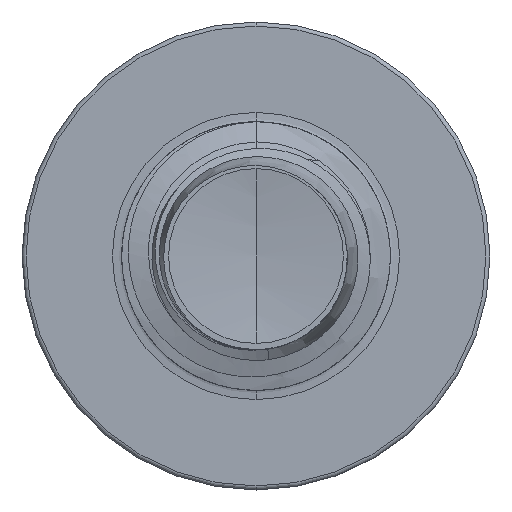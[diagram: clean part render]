
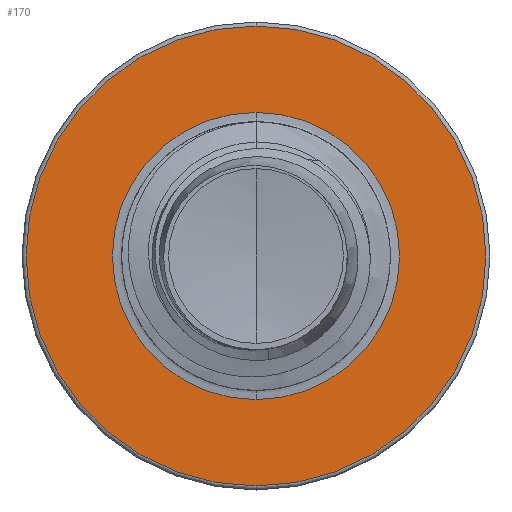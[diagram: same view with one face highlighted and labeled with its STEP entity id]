
A CAD part, front view. The second image highlights one B-rep face of the part: STEP entity #170.
In plain terms, the highlighted planar face has unit normal (0, -1, 0).
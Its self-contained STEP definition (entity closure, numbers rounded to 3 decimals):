
#170 = ADVANCED_FACE ( 'NONE', ( #33988, #5438 ), #19546, .F. ) ;
#701 = AXIS2_PLACEMENT_3D ( 'NONE', #22941, #5163, #34750 ) ;
#990 = DIRECTION ( 'NONE',  ( 0., 1., 0. ) ) ;
#1387 = DIRECTION ( 'NONE',  ( 0., 0., 1. ) ) ;
#3300 = ORIENTED_EDGE ( 'NONE', *, *, #23933, .F. ) ;
#5163 = DIRECTION ( 'NONE',  ( 0., 1., 0. ) ) ;
#5416 = ORIENTED_EDGE ( 'NONE', *, *, #25804, .T. ) ;
#5438 = FACE_BOUND ( 'NONE', #21514, .T. ) ;
#5982 = AXIS2_PLACEMENT_3D ( 'NONE', #19765, #13557, #32916 ) ;
#8247 = ORIENTED_EDGE ( 'NONE', *, *, #10751, .T. ) ;
#9364 = CARTESIAN_POINT ( 'NONE',  ( 0., 19., 0. ) ) ;
#9404 = CARTESIAN_POINT ( 'NONE',  ( 0., 19., -2.997 ) ) ;
#10278 = VERTEX_POINT ( 'NONE', #22709 ) ;
#10751 = EDGE_CURVE ( 'NONE', #28353, #11588, #25701, .T. ) ;
#11588 = VERTEX_POINT ( 'NONE', #19703 ) ;
#12079 = EDGE_CURVE ( 'NONE', #10278, #28227, #30448, .T. ) ;
#12139 = DIRECTION ( 'NONE',  ( 0., 0., 1. ) ) ;
#12147 = AXIS2_PLACEMENT_3D ( 'NONE', #9364, #28688, #12139 ) ;
#13557 = DIRECTION ( 'NONE',  ( 0., 1., 0. ) ) ;
#16422 = ORIENTED_EDGE ( 'NONE', *, *, #12079, .F. ) ;
#17596 = CARTESIAN_POINT ( 'NONE',  ( 0., 19., 0. ) ) ;
#17985 = DIRECTION ( 'NONE',  ( 0., 1., 0. ) ) ;
#18729 = CIRCLE ( 'NONE', #30077, 1.872 ) ;
#19546 = PLANE ( 'NONE',  #701 ) ;
#19703 = CARTESIAN_POINT ( 'NONE',  ( 0., 19., 1.872 ) ) ;
#19765 = CARTESIAN_POINT ( 'NONE',  ( 0., 19., 0. ) ) ;
#20400 = DIRECTION ( 'NONE',  ( 0., 0., 1. ) ) ;
#21514 = EDGE_LOOP ( 'NONE', ( #5416, #8247 ) ) ;
#22709 = CARTESIAN_POINT ( 'NONE',  ( 0., 19., 2.998 ) ) ;
#22941 = CARTESIAN_POINT ( 'NONE',  ( 0., 19., -1.872 ) ) ;
#23933 = EDGE_CURVE ( 'NONE', #28227, #10278, #24813, .T. ) ;
#24813 = CIRCLE ( 'NONE', #5982, 2.998 ) ;
#25701 = CIRCLE ( 'NONE', #12147, 1.872 ) ;
#25804 = EDGE_CURVE ( 'NONE', #11588, #28353, #18729, .T. ) ;
#28227 = VERTEX_POINT ( 'NONE', #9404 ) ;
#28353 = VERTEX_POINT ( 'NONE', #31638 ) ;
#28688 = DIRECTION ( 'NONE',  ( 0., 1., 0. ) ) ;
#30077 = AXIS2_PLACEMENT_3D ( 'NONE', #34566, #17985, #1387 ) ;
#30448 = CIRCLE ( 'NONE', #32565, 2.998 ) ;
#31638 = CARTESIAN_POINT ( 'NONE',  ( 0., 19., -1.872 ) ) ;
#32042 = EDGE_LOOP ( 'NONE', ( #16422, #3300 ) ) ;
#32565 = AXIS2_PLACEMENT_3D ( 'NONE', #17596, #990, #20400 ) ;
#32916 = DIRECTION ( 'NONE',  ( 0., 0., 1. ) ) ;
#33988 = FACE_OUTER_BOUND ( 'NONE', #32042, .T. ) ;
#34566 = CARTESIAN_POINT ( 'NONE',  ( 0., 19., 0. ) ) ;
#34750 = DIRECTION ( 'NONE',  ( 0., 0., 1. ) ) ;
